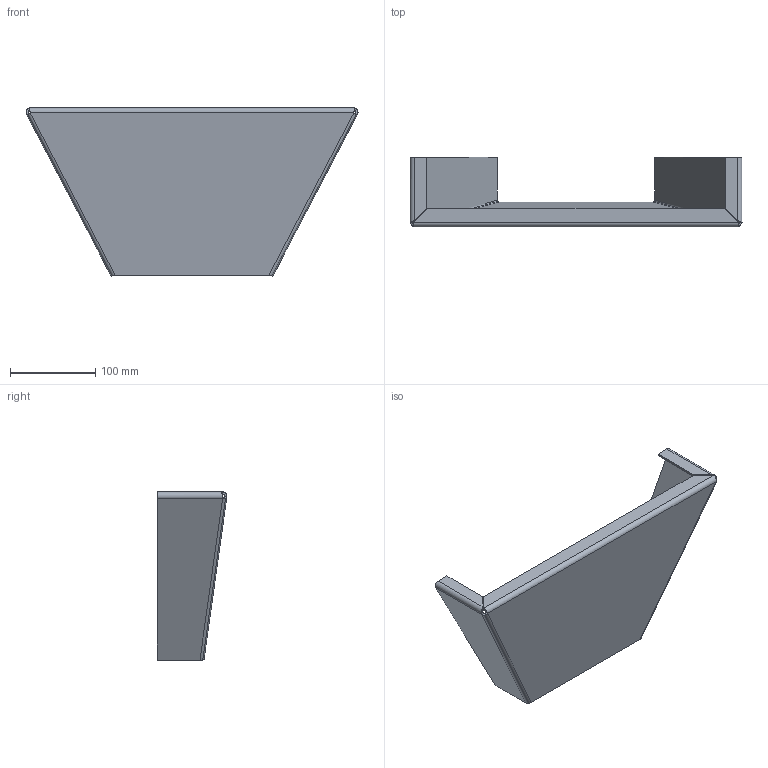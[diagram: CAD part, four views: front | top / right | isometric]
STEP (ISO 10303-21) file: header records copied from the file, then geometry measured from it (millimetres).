
FILE_DESCRIPTION(/* description */ (''),/* implementation_level */ '2;1');
FILE_NAME(/* name */ 'TrichtermitInnenflansch-WH.stp',/* time_stamp */ '2020-12-30T11:12:49+01:00',/* author */ ('Walter'),/* organization */ (''),/* preprocessor_version */ 'ST-DEVELOPER v18.1',/* originating_system */ 'Autodesk Inventor 2021',/* authorisation */ '');
FILE_SCHEMA (('AUTOMOTIVE_DESIGN { 1 0 10303 214 3 1 1 }'));
Length unit declared in the file: millimetre
Products named in the file (1): TrichtermitInnenflansch-WH
Bounding box: 389.13 x 81.77 x 197.19 mm (x, y, z)
Volume: 237799.1 mm3; surface area: 193651.3 mm2
Topology: 1 solids, 1 shells, 62 faces, 138 edges, 78 vertices
Faces by surface type: plane 34, cylinder 20, bspline 8
Entity records: 1914 total; most frequent: CARTESIAN_POINT 517, ORIENTED_EDGE 276, DIRECTION 272, EDGE_CURVE 138, LINE 94, VECTOR 94, AXIS2_PLACEMENT_3D 89, VERTEX_POINT 78
